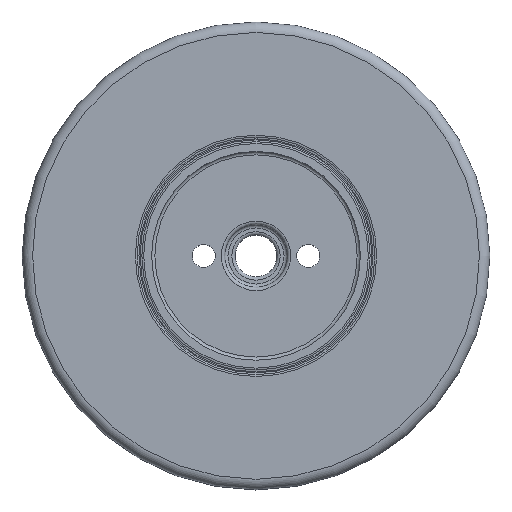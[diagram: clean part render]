
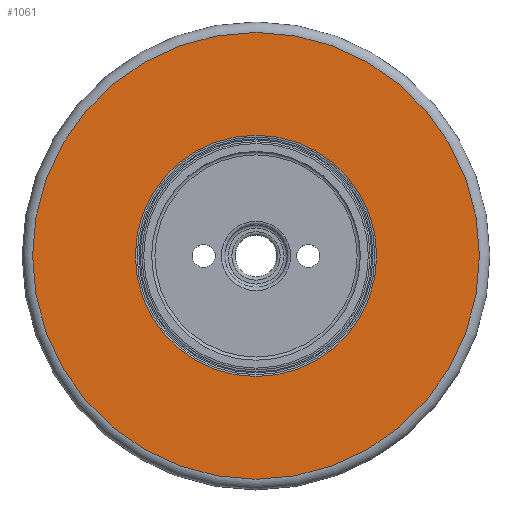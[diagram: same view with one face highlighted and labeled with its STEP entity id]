
A CAD part, top view. The second image highlights one B-rep face of the part: STEP entity #1061.
In plain terms, the highlighted planar face has unit normal (0, 0, 1).
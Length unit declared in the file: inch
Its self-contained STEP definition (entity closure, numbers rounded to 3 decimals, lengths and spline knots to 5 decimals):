
#139=FACE_BOUND('',#303,.T.);
#156=PLANE('',#1209);
#231=FACE_OUTER_BOUND('',#302,.T.);
#302=EDGE_LOOP('',(#894));
#303=EDGE_LOOP('',(#895));
#383=CIRCLE('',#1205,1.3375);
#386=CIRCLE('',#1210,0.72237);
#495=VERTEX_POINT('',#2060);
#498=VERTEX_POINT('',#2070);
#630=EDGE_CURVE('',#495,#495,#383,.T.);
#634=EDGE_CURVE('',#498,#498,#386,.T.);
#894=ORIENTED_EDGE('',*,*,#630,.F.);
#895=ORIENTED_EDGE('',*,*,#634,.F.);
#1061=ADVANCED_FACE('',(#231,#139),#156,.T.);
#1205=AXIS2_PLACEMENT_3D('',#2062,#1507,#1508);
#1209=AXIS2_PLACEMENT_3D('',#2069,#1516,#1517);
#1210=AXIS2_PLACEMENT_3D('',#2071,#1518,#1519);
#1507=DIRECTION('center_axis',(0.,0.,-1.));
#1508=DIRECTION('ref_axis',(0.,-1.,0.));
#1516=DIRECTION('center_axis',(0.,0.,1.));
#1517=DIRECTION('ref_axis',(1.,0.,0.));
#1518=DIRECTION('center_axis',(0.,0.,1.));
#1519=DIRECTION('ref_axis',(0.,1.,0.));
#2060=CARTESIAN_POINT('',(1.3375,0.,0.));
#2062=CARTESIAN_POINT('Origin',(0.,0.,0.));
#2069=CARTESIAN_POINT('Origin',(0.,1.4,0.));
#2070=CARTESIAN_POINT('',(0.,-0.72237,0.));
#2071=CARTESIAN_POINT('Origin',(0.,0.,0.));
